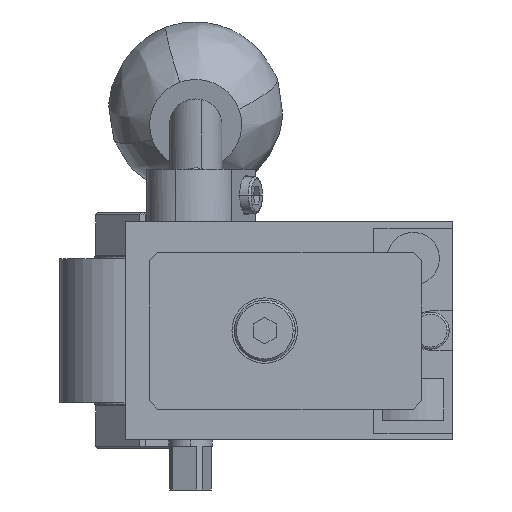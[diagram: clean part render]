
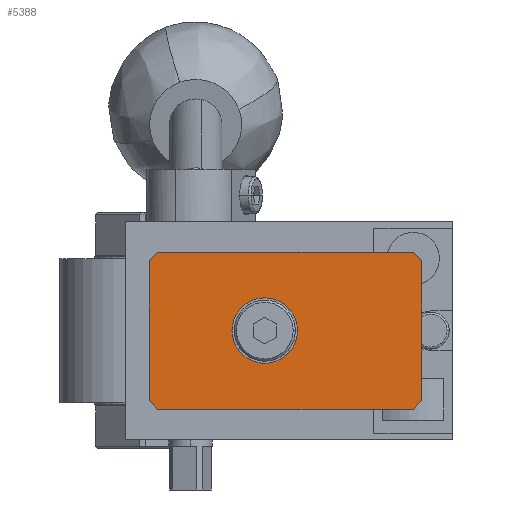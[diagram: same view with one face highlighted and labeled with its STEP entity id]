
A CAD part, left-side view. The second image highlights one B-rep face of the part: STEP entity #5388.
In plain terms, the highlighted planar face has unit normal (-1, 0, 0).
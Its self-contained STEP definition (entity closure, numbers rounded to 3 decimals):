
#5358=AXIS2_PLACEMENT_3D('Plane Axis2P3D',#5355,#5356,#5357) ;
#5372=AXIS2_PLACEMENT_3D('Circle Axis2P3D',#5370,#5371,$) ;
#5381=AXIS2_PLACEMENT_3D('Circle Axis2P3D',#5379,#5380,$) ;
#3985=CARTESIAN_POINT('Vertex',(-209.6,-64.,16.)) ;
#3992=CARTESIAN_POINT('Vertex',(-209.6,-62.,18.)) ;
#3995=CARTESIAN_POINT('Line Origine',(-209.6,-63.,17.)) ;
#4023=CARTESIAN_POINT('Vertex',(-209.6,-3.5,18.)) ;
#4026=CARTESIAN_POINT('Line Origine',(-209.6,-32.75,18.)) ;
#4054=CARTESIAN_POINT('Vertex',(-209.6,-1.5,16.)) ;
#4057=CARTESIAN_POINT('Line Origine',(-209.6,-2.5,17.)) ;
#4085=CARTESIAN_POINT('Vertex',(-209.6,-1.5,-16.)) ;
#4088=CARTESIAN_POINT('Line Origine',(-209.6,-1.5,0.)) ;
#4116=CARTESIAN_POINT('Vertex',(-209.6,-3.5,-18.)) ;
#4119=CARTESIAN_POINT('Line Origine',(-209.6,-2.5,-17.)) ;
#4147=CARTESIAN_POINT('Vertex',(-209.6,-62.,-18.)) ;
#4150=CARTESIAN_POINT('Line Origine',(-209.6,-32.75,-18.)) ;
#4178=CARTESIAN_POINT('Vertex',(-209.6,-64.,-16.)) ;
#4181=CARTESIAN_POINT('Line Origine',(-209.6,-63.,-17.)) ;
#4205=CARTESIAN_POINT('Line Origine',(-209.6,-64.,0.)) ;
#5355=CARTESIAN_POINT('Axis2P3D Location',(-209.6,0.,0.)) ;
#5370=CARTESIAN_POINT('Axis2P3D Location',(-209.6,-28.,0.)) ;
#5374=CARTESIAN_POINT('Vertex',(-209.6,-35.5,0.)) ;
#5376=CARTESIAN_POINT('Vertex',(-209.6,-20.5,0.)) ;
#5379=CARTESIAN_POINT('Axis2P3D Location',(-209.6,-28.,0.)) ;
#3996=DIRECTION('Vector Direction',(0.,0.707,0.707)) ;
#4027=DIRECTION('Vector Direction',(0.,-1.,0.)) ;
#4058=DIRECTION('Vector Direction',(0.,-0.707,0.707)) ;
#4089=DIRECTION('Vector Direction',(0.,0.,1.)) ;
#4120=DIRECTION('Vector Direction',(0.,0.707,0.707)) ;
#4151=DIRECTION('Vector Direction',(0.,1.,0.)) ;
#4182=DIRECTION('Vector Direction',(0.,0.707,-0.707)) ;
#4206=DIRECTION('Vector Direction',(0.,0.,-1.)) ;
#5356=DIRECTION('Axis2P3D Direction',(-1.,0.,0.)) ;
#5357=DIRECTION('Axis2P3D XDirection',(0.,-1.,0.)) ;
#5371=DIRECTION('Axis2P3D Direction',(-1.,0.,0.)) ;
#5380=DIRECTION('Axis2P3D Direction',(-1.,0.,0.)) ;
#3997=VECTOR('Line Direction',#3996,1.) ;
#4028=VECTOR('Line Direction',#4027,1.) ;
#4059=VECTOR('Line Direction',#4058,1.) ;
#4090=VECTOR('Line Direction',#4089,1.) ;
#4121=VECTOR('Line Direction',#4120,1.) ;
#4152=VECTOR('Line Direction',#4151,1.) ;
#4183=VECTOR('Line Direction',#4182,1.) ;
#4207=VECTOR('Line Direction',#4206,1.) ;
#5361=ORIENTED_EDGE('',*,*,#3999,.T.) ;
#5362=ORIENTED_EDGE('',*,*,#4030,.T.) ;
#5363=ORIENTED_EDGE('',*,*,#4061,.T.) ;
#5364=ORIENTED_EDGE('',*,*,#4092,.T.) ;
#5365=ORIENTED_EDGE('',*,*,#4123,.T.) ;
#5366=ORIENTED_EDGE('',*,*,#4154,.T.) ;
#5367=ORIENTED_EDGE('',*,*,#4185,.T.) ;
#5368=ORIENTED_EDGE('',*,*,#4209,.T.) ;
#5385=ORIENTED_EDGE('',*,*,#5378,.F.) ;
#5386=ORIENTED_EDGE('',*,*,#5383,.F.) ;
#5387=FACE_BOUND('',#5384,.T.) ;
#5388=ADVANCED_FACE('U_40_BR5_A00_T24_2_TUENKERS',(#5369,#5387),#5359,.T.) ;
#5373=CIRCLE('generated circle',#5372,7.5) ;
#5382=CIRCLE('generated circle',#5381,7.5) ;
#3999=EDGE_CURVE('',#3986,#3993,#3998,.T.) ;
#4030=EDGE_CURVE('',#3993,#4024,#4029,.F.) ;
#4061=EDGE_CURVE('',#4024,#4055,#4060,.F.) ;
#4092=EDGE_CURVE('',#4055,#4086,#4091,.F.) ;
#4123=EDGE_CURVE('',#4086,#4117,#4122,.F.) ;
#4154=EDGE_CURVE('',#4117,#4148,#4153,.F.) ;
#4185=EDGE_CURVE('',#4148,#4179,#4184,.F.) ;
#4209=EDGE_CURVE('',#4179,#3986,#4208,.F.) ;
#5378=EDGE_CURVE('',#5375,#5377,#5373,.T.) ;
#5383=EDGE_CURVE('',#5377,#5375,#5382,.T.) ;
#5360=EDGE_LOOP('',(#5361,#5362,#5363,#5364,#5365,#5366,#5367,#5368)) ;
#5384=EDGE_LOOP('',(#5385,#5386)) ;
#5369=FACE_OUTER_BOUND('',#5360,.T.) ;
#3998=LINE('Line',#3995,#3997) ;
#4029=LINE('Line',#4026,#4028) ;
#4060=LINE('Line',#4057,#4059) ;
#4091=LINE('Line',#4088,#4090) ;
#4122=LINE('Line',#4119,#4121) ;
#4153=LINE('Line',#4150,#4152) ;
#4184=LINE('Line',#4181,#4183) ;
#4208=LINE('Line',#4205,#4207) ;
#5359=PLANE('Plane',#5358) ;
#3986=VERTEX_POINT('',#3985) ;
#3993=VERTEX_POINT('',#3992) ;
#4024=VERTEX_POINT('',#4023) ;
#4055=VERTEX_POINT('',#4054) ;
#4086=VERTEX_POINT('',#4085) ;
#4117=VERTEX_POINT('',#4116) ;
#4148=VERTEX_POINT('',#4147) ;
#4179=VERTEX_POINT('',#4178) ;
#5375=VERTEX_POINT('',#5374) ;
#5377=VERTEX_POINT('',#5376) ;
